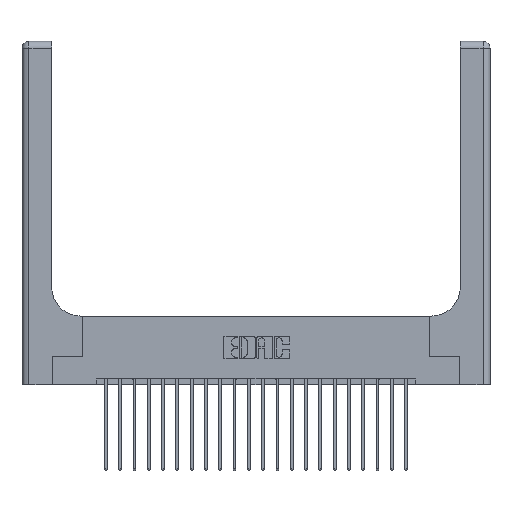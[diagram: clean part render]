
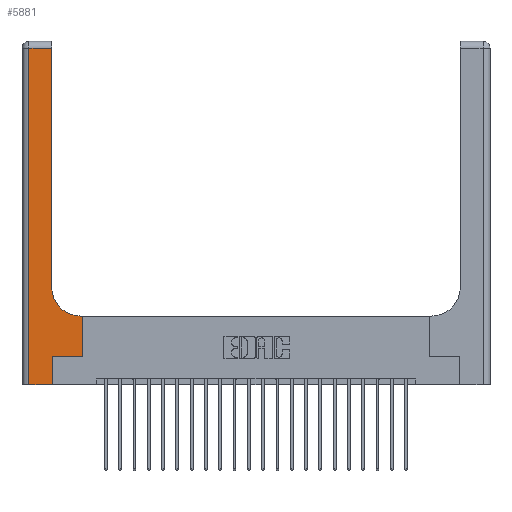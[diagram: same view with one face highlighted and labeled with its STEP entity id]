
A CAD part, top view. The second image highlights one B-rep face of the part: STEP entity #5881.
In plain terms, the highlighted planar face has unit normal (0, 0, 1).
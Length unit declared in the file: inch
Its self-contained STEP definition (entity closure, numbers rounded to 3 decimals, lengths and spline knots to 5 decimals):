
#107 = CIRCLE ( 'NONE', #19133, 0.25 ) ;
#134 = ORIENTED_EDGE ( 'NONE', *, *, #8523, .T. ) ;
#542 = VERTEX_POINT ( 'NONE', #11443 ) ;
#705 = CARTESIAN_POINT ( 'NONE',  ( 0.26, 0.6, 0.37 ) ) ;
#1049 = EDGE_CURVE ( 'NONE', #12383, #20794, #21410, .T. ) ;
#1204 = CARTESIAN_POINT ( 'NONE',  ( 0.26, 3., 0.37 ) ) ;
#2468 = VERTEX_POINT ( 'NONE', #18675 ) ;
#2895 = VERTEX_POINT ( 'NONE', #21976 ) ;
#3588 = VECTOR ( 'NONE', #14956, 39.37008 ) ;
#3773 = VECTOR ( 'NONE', #10820, 39.37008 ) ;
#3969 = ORIENTED_EDGE ( 'NONE', *, *, #19076, .T. ) ;
#5028 = DIRECTION ( 'NONE',  ( -1., 0., 0. ) ) ;
#5130 = CARTESIAN_POINT ( 'NONE',  ( 0.06, 3., 0.37 ) ) ;
#5758 = EDGE_CURVE ( 'NONE', #9631, #2468, #10937, .T. ) ;
#5881 = ADVANCED_FACE ( 'NONE', ( #19793 ), #13592, .F. ) ;
#6565 = LINE ( 'NONE', #14660, #21112 ) ;
#6658 = DIRECTION ( 'NONE',  ( 1., 0., 0. ) ) ;
#6769 = VECTOR ( 'NONE', #14860, 39.37008 ) ;
#6833 = DIRECTION ( 'NONE',  ( 0., 0., -1. ) ) ;
#6936 = DIRECTION ( 'NONE',  ( 1., 0., 0. ) ) ;
#8014 = CARTESIAN_POINT ( 'NONE',  ( 0.265, 0., 0.37 ) ) ;
#8224 = EDGE_CURVE ( 'NONE', #2468, #12383, #19454, .T. ) ;
#8233 = VERTEX_POINT ( 'NONE', #12080 ) ;
#8523 = EDGE_CURVE ( 'NONE', #2895, #542, #15953, .T. ) ;
#9103 = CARTESIAN_POINT ( 'NONE',  ( 0.265, 0., 0.37 ) ) ;
#9631 = VERTEX_POINT ( 'NONE', #14368 ) ;
#10820 = DIRECTION ( 'NONE',  ( 0., 1., 0. ) ) ;
#10937 = LINE ( 'NONE', #21885, #14989 ) ;
#11290 = CARTESIAN_POINT ( 'NONE',  ( 0.265, 0.25, 0.37 ) ) ;
#11311 = DIRECTION ( 'NONE',  ( 1., 0., 0. ) ) ;
#11383 = ORIENTED_EDGE ( 'NONE', *, *, #1049, .T. ) ;
#11443 = CARTESIAN_POINT ( 'NONE',  ( 0.51, 0.6, 0.37 ) ) ;
#11473 = DIRECTION ( 'NONE',  ( 0., 0., -1. ) ) ;
#12080 = CARTESIAN_POINT ( 'NONE',  ( 0.26, 0.85, 0.37 ) ) ;
#12383 = VERTEX_POINT ( 'NONE', #13721 ) ;
#12544 = LINE ( 'NONE', #8014, #3588 ) ;
#12667 = ORIENTED_EDGE ( 'NONE', *, *, #5758, .T. ) ;
#13223 = ORIENTED_EDGE ( 'NONE', *, *, #16435, .T. ) ;
#13267 = EDGE_CURVE ( 'NONE', #20266, #18505, #6565, .T. ) ;
#13512 = ORIENTED_EDGE ( 'NONE', *, *, #14698, .T. ) ;
#13592 = PLANE ( 'NONE',  #17120 ) ;
#13721 = CARTESIAN_POINT ( 'NONE',  ( 0.06, 0., 0.37 ) ) ;
#14018 = CARTESIAN_POINT ( 'NONE',  ( 0.528, 0.25, 0.37 ) ) ;
#14183 = EDGE_CURVE ( 'NONE', #20794, #20266, #12544, .T. ) ;
#14267 = ORIENTED_EDGE ( 'NONE', *, *, #13267, .T. ) ;
#14368 = CARTESIAN_POINT ( 'NONE',  ( 0.26, 2.94, 0.37 ) ) ;
#14637 = ORIENTED_EDGE ( 'NONE', *, *, #8224, .T. ) ;
#14660 = CARTESIAN_POINT ( 'NONE',  ( 0.265, 0.25, 0.37 ) ) ;
#14698 = EDGE_CURVE ( 'NONE', #8233, #9631, #19195, .T. ) ;
#14860 = DIRECTION ( 'NONE',  ( 0., 1., 0. ) ) ;
#14956 = DIRECTION ( 'NONE',  ( 0., 1., 0. ) ) ;
#14989 = VECTOR ( 'NONE', #15078, 39.37008 ) ;
#15012 = ORIENTED_EDGE ( 'NONE', *, *, #14183, .T. ) ;
#15078 = DIRECTION ( 'NONE',  ( -1., 0., 0. ) ) ;
#15279 = CARTESIAN_POINT ( 'NONE',  ( 0., 0., 0.37 ) ) ;
#15367 = CARTESIAN_POINT ( 'NONE',  ( 0., 3., 0.37 ) ) ;
#15953 = LINE ( 'NONE', #705, #18126 ) ;
#16283 = DIRECTION ( 'NONE',  ( -1., 0., 0. ) ) ;
#16435 = EDGE_CURVE ( 'NONE', #18505, #2895, #20982, .T. ) ;
#16842 = VECTOR ( 'NONE', #6658, 39.37008 ) ;
#17120 = AXIS2_PLACEMENT_3D ( 'NONE', #15367, #6833, #5028 ) ;
#17359 = DIRECTION ( 'NONE',  ( 0., -1., 0. ) ) ;
#18126 = VECTOR ( 'NONE', #16283, 39.37008 ) ;
#18505 = VERTEX_POINT ( 'NONE', #21149 ) ;
#18675 = CARTESIAN_POINT ( 'NONE',  ( 0.06, 2.94, 0.37 ) ) ;
#18983 = EDGE_LOOP ( 'NONE', ( #13512, #12667, #14637, #11383, #15012, #14267, #13223, #134, #3969 ) ) ;
#19076 = EDGE_CURVE ( 'NONE', #542, #8233, #107, .T. ) ;
#19133 = AXIS2_PLACEMENT_3D ( 'NONE', #21763, #11473, #6936 ) ;
#19195 = LINE ( 'NONE', #1204, #6769 ) ;
#19204 = VECTOR ( 'NONE', #17359, 39.37008 ) ;
#19454 = LINE ( 'NONE', #5130, #19204 ) ;
#19793 = FACE_OUTER_BOUND ( 'NONE', #18983, .T. ) ;
#20266 = VERTEX_POINT ( 'NONE', #11290 ) ;
#20794 = VERTEX_POINT ( 'NONE', #9103 ) ;
#20982 = LINE ( 'NONE', #14018, #3773 ) ;
#21112 = VECTOR ( 'NONE', #11311, 39.37008 ) ;
#21149 = CARTESIAN_POINT ( 'NONE',  ( 0.528, 0.25, 0.37 ) ) ;
#21410 = LINE ( 'NONE', #15279, #16842 ) ;
#21763 = CARTESIAN_POINT ( 'NONE',  ( 0.51, 0.85, 0.37 ) ) ;
#21885 = CARTESIAN_POINT ( 'NONE',  ( 0., 2.94, 0.37 ) ) ;
#21976 = CARTESIAN_POINT ( 'NONE',  ( 0.528, 0.6, 0.37 ) ) ;
